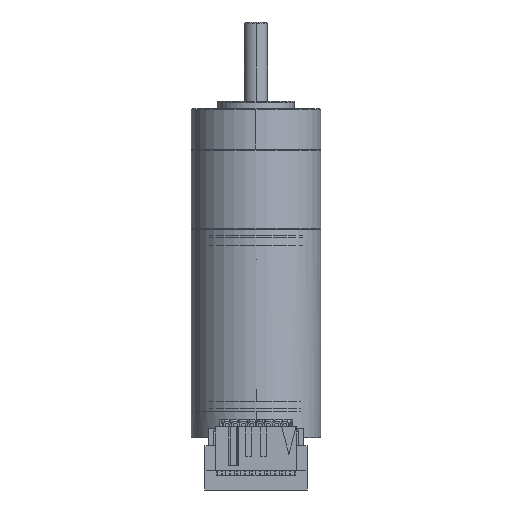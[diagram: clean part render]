
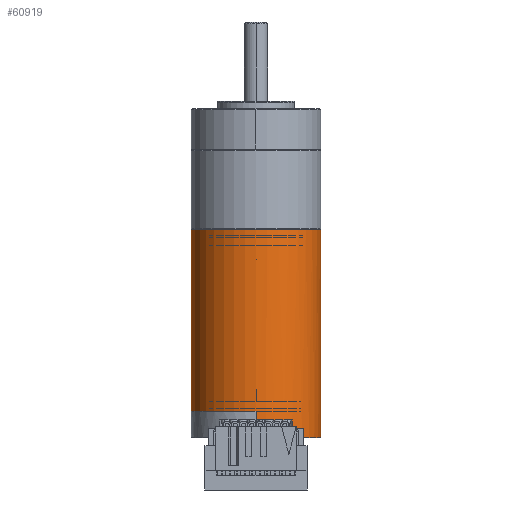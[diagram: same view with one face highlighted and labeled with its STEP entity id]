
A CAD part, front view. The second image highlights one B-rep face of the part: STEP entity #60919.
In plain terms, the highlighted cylindrical face has radius 11 mm (diameter 22 mm), a partial arc.
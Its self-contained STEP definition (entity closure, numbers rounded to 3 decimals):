
#20915=DIRECTION('',(0.,0.,-1.));
#20916=VECTOR('',#20915,30.8);
#20917=CARTESIAN_POINT('',(-11.,0.,30.8));
#20918=LINE('',#20917,#20916);
#20919=DIRECTION('',(0.,0.,1.));
#20920=VECTOR('',#20919,1.5);
#20921=CARTESIAN_POINT('',(0.,-11.,-1.5));
#20922=LINE('',#20921,#20920);
#20942=DIRECTION('',(0.,0.,1.));
#20943=VECTOR('',#20942,4.5);
#20944=CARTESIAN_POINT('',(0.,11.,-4.5));
#20945=LINE('',#20944,#20943);
#20946=CARTESIAN_POINT('',(0.,0.,0.));
#20947=DIRECTION('',(0.,0.,-1.));
#20948=DIRECTION('',(0.,1.,0.));
#20949=AXIS2_PLACEMENT_3D('',#20946,#20947,#20948);
#20951=DIRECTION('',(0.,0.,1.));
#20952=VECTOR('',#20951,30.8);
#20953=CARTESIAN_POINT('',(11.,0.,0.));
#20954=LINE('',#20953,#20952);
#20960=CARTESIAN_POINT('',(0.,0.,-4.5));
#20961=DIRECTION('',(0.,0.,-1.));
#20962=DIRECTION('',(0.,1.,0.));
#20963=AXIS2_PLACEMENT_3D('',#20960,#20961,#20962);
#20965=CARTESIAN_POINT('',(6.168,-9.108,-4.3));
#20966=CARTESIAN_POINT('',(6.235,-9.063,
-4.367));
#20967=CARTESIAN_POINT('',(6.301,-9.017,
-4.434));
#20968=CARTESIAN_POINT('',(6.368,-8.97,-4.5));
#20970=DIRECTION('',(0.,0.,-1.));
#20971=VECTOR('',#20970,2.8);
#20972=CARTESIAN_POINT('',(6.168,-9.108,-1.5));
#20973=LINE('',#20972,#20971);
#20974=CARTESIAN_POINT('',(0.,0.,-1.5));
#20975=DIRECTION('',(0.,0.,-1.));
#20976=DIRECTION('',(0.561,-0.828,0.));
#20977=AXIS2_PLACEMENT_3D('',#20974,#20975,#20976);
#20979=CARTESIAN_POINT('',(0.,0.,0.));
#20980=DIRECTION('',(0.,0.,-1.));
#20981=DIRECTION('',(0.,-1.,0.));
#20982=AXIS2_PLACEMENT_3D('',#20979,#20980,#20981);
#20984=CARTESIAN_POINT('',(0.,0.,30.8));
#20985=DIRECTION('',(0.,0.,-1.));
#20986=DIRECTION('',(1.,0.,0.));
#20987=AXIS2_PLACEMENT_3D('',#20984,#20985,#20986);
#30893=CARTESIAN_POINT('',(11.,0.,30.8));
#30894=CARTESIAN_POINT('',(-11.,0.,30.8));
#30895=VERTEX_POINT('',#30893);
#30896=VERTEX_POINT('',#30894);
#31155=CARTESIAN_POINT('',(6.168,-9.108,-1.5));
#31156=CARTESIAN_POINT('',(0.,-11.,-1.5));
#31157=VERTEX_POINT('',#31155);
#31158=VERTEX_POINT('',#31156);
#31235=VERTEX_POINT('',#20965);
#31236=VERTEX_POINT('',#20968);
#31237=CARTESIAN_POINT('',(0.,11.,-4.5));
#31238=VERTEX_POINT('',#31237);
#31251=CARTESIAN_POINT('',(0.,-11.,0.));
#31252=CARTESIAN_POINT('',(-11.,0.,0.));
#31253=VERTEX_POINT('',#31251);
#31254=VERTEX_POINT('',#31252);
#31255=CARTESIAN_POINT('',(0.,11.,0.));
#31256=CARTESIAN_POINT('',(11.,0.,0.));
#31257=VERTEX_POINT('',#31255);
#31258=VERTEX_POINT('',#31256);
#60897=CARTESIAN_POINT('',(0.,0.,31.29));
#60898=DIRECTION('',(0.,0.,-1.));
#60899=DIRECTION('',(1.,0.,0.));
#60900=AXIS2_PLACEMENT_3D('',#60897,#60898,#60899);
#60901=CYLINDRICAL_SURFACE('',#60900,11.);
#60902=ORIENTED_EDGE('',*,*,#60890,.F.);
#60903=ORIENTED_EDGE('',*,*,#60888,.F.);
#60904=ORIENTED_EDGE('',*,*,#60886,.F.);
#60906=ORIENTED_EDGE('',*,*,#60905,.T.);
#60908=ORIENTED_EDGE('',*,*,#60907,.F.);
#60910=ORIENTED_EDGE('',*,*,#60909,.F.);
#60911=ORIENTED_EDGE('',*,*,#60800,.T.);
#60912=ORIENTED_EDGE('',*,*,#60879,.T.);
#60913=ORIENTED_EDGE('',*,*,#60877,.T.);
#60914=ORIENTED_EDGE('',*,*,#60875,.F.);
#60916=ORIENTED_EDGE('',*,*,#60915,.F.);
#60917=EDGE_LOOP('',(#60902,#60903,#60904,#60906,#60908,#60910,#60911,#60912,
#60913,#60914,#60916));
#60918=FACE_OUTER_BOUND('',#60917,.F.);
#60919=ADVANCED_FACE('',(#60918),#60901,.T.);
#20950=CIRCLE('',#20949,11.);
#20964=CIRCLE('',#20963,11.);
#20969=B_SPLINE_CURVE_WITH_KNOTS('',3,(#20965,#20966,#20967,#20968),
.UNSPECIFIED.,.F.,.F.,(4,4),(0.,1.),.UNSPECIFIED.);
#20978=CIRCLE('',#20977,11.);
#20983=CIRCLE('',#20982,11.);
#20988=CIRCLE('',#20987,11.);
#60800=EDGE_CURVE('',#31157,#31158,#20978,.T.);
#60875=EDGE_CURVE('',#30896,#31254,#20918,.T.);
#60877=EDGE_CURVE('',#31253,#31254,#20983,.T.);
#60879=EDGE_CURVE('',#31158,#31253,#20922,.T.);
#60886=EDGE_CURVE('',#31238,#31257,#20945,.T.);
#60888=EDGE_CURVE('',#31257,#31258,#20950,.T.);
#60890=EDGE_CURVE('',#31258,#30895,#20954,.T.);
#60905=EDGE_CURVE('',#31238,#31236,#20964,.T.);
#60907=EDGE_CURVE('',#31235,#31236,#20969,.T.);
#60909=EDGE_CURVE('',#31157,#31235,#20973,.T.);
#60915=EDGE_CURVE('',#30895,#30896,#20988,.T.);
